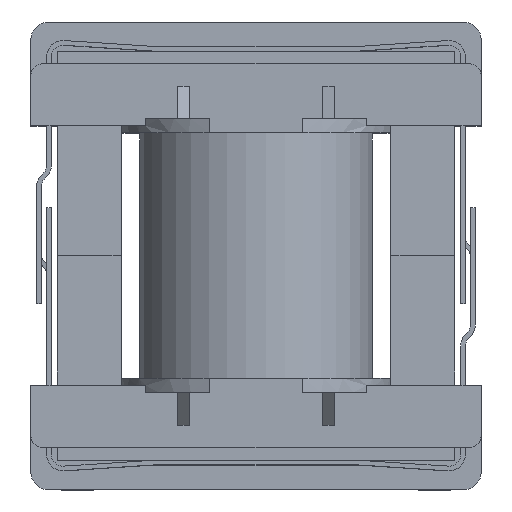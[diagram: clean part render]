
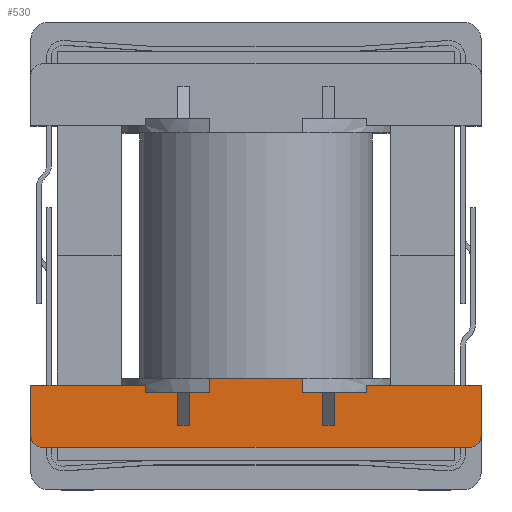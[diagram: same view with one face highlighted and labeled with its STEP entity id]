
A CAD part, top view. The second image highlights one B-rep face of the part: STEP entity #530.
In plain terms, the highlighted planar face has unit normal (0, 0, 1).
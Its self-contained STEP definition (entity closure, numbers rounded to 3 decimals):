
#530 = ADVANCED_FACE( '', ( #1285 ), #1286, .F. );
#1285 = FACE_OUTER_BOUND( '', #2529, .T. );
#1286 = PLANE( '', #2530 );
#2529 = EDGE_LOOP( '', ( #4697, #4698, #4699, #4700, #4701, #4702, #4703, #4704, #4705, #4706, #4707, #4708, #4709, #4710, #4711, #4712, #4713, #4714, #4715, #4716, #4717, #4718 ) );
#2530 = AXIS2_PLACEMENT_3D( '', #4719, #4720, #4721 );
#4697 = ORIENTED_EDGE( '', *, *, #7404, .T. );
#4698 = ORIENTED_EDGE( '', *, *, #7405, .T. );
#4699 = ORIENTED_EDGE( '', *, *, #7406, .F. );
#4700 = ORIENTED_EDGE( '', *, *, #7407, .T. );
#4701 = ORIENTED_EDGE( '', *, *, #7115, .F. );
#4702 = ORIENTED_EDGE( '', *, *, #6986, .T. );
#4703 = ORIENTED_EDGE( '', *, *, #6950, .F. );
#4704 = ORIENTED_EDGE( '', *, *, #7408, .T. );
#4705 = ORIENTED_EDGE( '', *, *, #7077, .T. );
#4706 = ORIENTED_EDGE( '', *, *, #7409, .T. );
#4707 = ORIENTED_EDGE( '', *, *, #7410, .T. );
#4708 = ORIENTED_EDGE( '', *, *, #7411, .T. );
#4709 = ORIENTED_EDGE( '', *, *, #7412, .T. );
#4710 = ORIENTED_EDGE( '', *, *, #7413, .F. );
#4711 = ORIENTED_EDGE( '', *, *, #7414, .F. );
#4712 = ORIENTED_EDGE( '', *, *, #7415, .T. );
#4713 = ORIENTED_EDGE( '', *, *, #7142, .F. );
#4714 = ORIENTED_EDGE( '', *, *, #7416, .F. );
#4715 = ORIENTED_EDGE( '', *, *, #7417, .F. );
#4716 = ORIENTED_EDGE( '', *, *, #7418, .T. );
#4717 = ORIENTED_EDGE( '', *, *, #7419, .F. );
#4718 = ORIENTED_EDGE( '', *, *, #7420, .T. );
#4719 = CARTESIAN_POINT( '', ( 19.25, -11.1, 6.9 ) );
#4720 = DIRECTION( '', ( 0., 0., -1. ) );
#4721 = DIRECTION( '', ( 0., 1., 0. ) );
#6950 = EDGE_CURVE( '', #8442, #8444, #8445, .T. );
#6986 = EDGE_CURVE( '', #8508, #8444, #8509, .T. );
#7077 = EDGE_CURVE( '', #8667, #8669, #8671, .T. );
#7115 = EDGE_CURVE( '', #8508, #8738, #8739, .T. );
#7142 = EDGE_CURVE( '', #8784, #8782, #8786, .T. );
#7404 = EDGE_CURVE( '', #9209, #9210, #9211, .T. );
#7405 = EDGE_CURVE( '', #9210, #9212, #9213, .F. );
#7406 = EDGE_CURVE( '', #9214, #9212, #9215, .T. );
#7407 = EDGE_CURVE( '', #9214, #8738, #9216, .F. );
#7408 = EDGE_CURVE( '', #8442, #8667, #9217, .T. );
#7409 = EDGE_CURVE( '', #8669, #9218, #9219, .T. );
#7410 = EDGE_CURVE( '', #9218, #9220, #9221, .T. );
#7411 = EDGE_CURVE( '', #9220, #9222, #9223, .T. );
#7412 = EDGE_CURVE( '', #9222, #9224, #9225, .T. );
#7413 = EDGE_CURVE( '', #9226, #9224, #9227, .T. );
#7414 = EDGE_CURVE( '', #9228, #9226, #9229, .T. );
#7415 = EDGE_CURVE( '', #9228, #8782, #9230, .T. );
#7416 = EDGE_CURVE( '', #9231, #8784, #9232, .T. );
#7417 = EDGE_CURVE( '', #9233, #9231, #9234, .T. );
#7418 = EDGE_CURVE( '', #9233, #9235, #9236, .T. );
#7419 = EDGE_CURVE( '', #9237, #9235, #9238, .F. );
#7420 = EDGE_CURVE( '', #9237, #9209, #9239, .T. );
#8442 = VERTEX_POINT( '', #10604 );
#8444 = VERTEX_POINT( '', #10606 );
#8445 = LINE( '', #10607, #10608 );
#8508 = VERTEX_POINT( '', #10699 );
#8509 = LINE( '', #10700, #10701 );
#8667 = VERTEX_POINT( '', #10934 );
#8669 = VERTEX_POINT( '', #10937 );
#8671 = LINE( '', #10940, #10941 );
#8738 = VERTEX_POINT( '', #11056 );
#8739 = LINE( '', #11057, #11058 );
#8782 = VERTEX_POINT( '', #11128 );
#8784 = VERTEX_POINT( '', #11131 );
#8786 = LINE( '', #11134, #11135 );
#9209 = VERTEX_POINT( '', #11834 );
#9210 = VERTEX_POINT( '', #11835 );
#9211 = LINE( '', #11836, #11837 );
#9212 = VERTEX_POINT( '', #11838 );
#9213 = CIRCLE( '', #11839, 1. );
#9214 = VERTEX_POINT( '', #11840 );
#9215 = LINE( '', #11841, #11842 );
#9216 = CIRCLE( '', #11843, 1. );
#9217 = LINE( '', #11844, #11845 );
#9218 = VERTEX_POINT( '', #11846 );
#9219 = LINE( '', #11847, #11848 );
#9220 = VERTEX_POINT( '', #11849 );
#9221 = LINE( '', #11850, #11851 );
#9222 = VERTEX_POINT( '', #11852 );
#9223 = LINE( '', #11853, #11854 );
#9224 = VERTEX_POINT( '', #11855 );
#9225 = LINE( '', #11856, #11857 );
#9226 = VERTEX_POINT( '', #11858 );
#9227 = LINE( '', #11859, #11860 );
#9228 = VERTEX_POINT( '', #11861 );
#9229 = LINE( '', #11862, #11863 );
#9230 = LINE( '', #11864, #11865 );
#9231 = VERTEX_POINT( '', #11866 );
#9232 = LINE( '', #11867, #11868 );
#9233 = VERTEX_POINT( '', #11869 );
#9234 = LINE( '', #11870, #11871 );
#9235 = VERTEX_POINT( '', #11872 );
#9236 = LINE( '', #11873, #11874 );
#9237 = VERTEX_POINT( '', #11875 );
#9238 = LINE( '', #11876, #11877 );
#9239 = LINE( '', #11878, #11879 );
#10604 = CARTESIAN_POINT( '', ( 9.449, -11.7, 6.9 ) );
#10606 = CARTESIAN_POINT( '', ( 9.449, -11.1, 6.9 ) );
#10607 = CARTESIAN_POINT( '', ( 9.449, -11.7, 6.9 ) );
#10608 = VECTOR( '', #13531, 1000. );
#10699 = CARTESIAN_POINT( '', ( 19.25, -11.1, 6.9 ) );
#10700 = CARTESIAN_POINT( '', ( 19.25, -11.1, 6.9 ) );
#10701 = VECTOR( '', #13569, 1000. );
#10934 = CARTESIAN_POINT( '', ( 6.7, -11.7, 6.9 ) );
#10937 = CARTESIAN_POINT( '', ( 6.7, -14.5, 6.9 ) );
#10940 = CARTESIAN_POINT( '', ( 6.7, -11.7, 6.9 ) );
#10941 = VECTOR( '', #13676, 1000. );
#11056 = CARTESIAN_POINT( '', ( 19.25, -15.4, 6.9 ) );
#11057 = CARTESIAN_POINT( '', ( 19.25, -11.1, 6.9 ) );
#11058 = VECTOR( '', #13701, 1000. );
#11128 = CARTESIAN_POINT( '', ( -5.7, -11.7, 6.9 ) );
#11131 = CARTESIAN_POINT( '', ( -5.7, -14.5, 6.9 ) );
#11134 = CARTESIAN_POINT( '', ( -5.7, -14.5, 6.9 ) );
#11135 = VECTOR( '', #13722, 1000. );
#11834 = CARTESIAN_POINT( '', ( -19.25, -11.1, 6.9 ) );
#11835 = CARTESIAN_POINT( '', ( -19.25, -15.4, 6.9 ) );
#11836 = CARTESIAN_POINT( '', ( -19.25, -11.1, 6.9 ) );
#11837 = VECTOR( '', #13930, 1000. );
#11838 = CARTESIAN_POINT( '', ( -18.25, -16.4, 6.9 ) );
#11839 = AXIS2_PLACEMENT_3D( '', #13931, #13932, #13933 );
#11840 = CARTESIAN_POINT( '', ( 18.25, -16.4, 6.9 ) );
#11841 = CARTESIAN_POINT( '', ( 19.25, -16.4, 6.9 ) );
#11842 = VECTOR( '', #13934, 1000. );
#11843 = AXIS2_PLACEMENT_3D( '', #13935, #13936, #13937 );
#11844 = CARTESIAN_POINT( '', ( 0., -11.7, 6.9 ) );
#11845 = VECTOR( '', #13938, 1000. );
#11846 = CARTESIAN_POINT( '', ( 5.7, -14.5, 6.9 ) );
#11847 = CARTESIAN_POINT( '', ( 6.7, -14.5, 6.9 ) );
#11848 = VECTOR( '', #13939, 1000. );
#11849 = CARTESIAN_POINT( '', ( 5.7, -11.7, 6.9 ) );
#11850 = CARTESIAN_POINT( '', ( 5.7, -14.5, 6.9 ) );
#11851 = VECTOR( '', #13940, 1000. );
#11852 = CARTESIAN_POINT( '', ( 4., -11.7, 6.9 ) );
#11853 = CARTESIAN_POINT( '', ( 0., -11.7, 6.9 ) );
#11854 = VECTOR( '', #13941, 1000. );
#11855 = CARTESIAN_POINT( '', ( 4., -10.5, 6.9 ) );
#11856 = CARTESIAN_POINT( '', ( 4., -63.224, 6.9 ) );
#11857 = VECTOR( '', #13942, 1000. );
#11858 = CARTESIAN_POINT( '', ( -4., -10.5, 6.9 ) );
#11859 = CARTESIAN_POINT( '', ( 0., -10.5, 6.9 ) );
#11860 = VECTOR( '', #13943, 1000. );
#11861 = CARTESIAN_POINT( '', ( -4., -11.7, 6.9 ) );
#11862 = CARTESIAN_POINT( '', ( -4., -63.224, 6.9 ) );
#11863 = VECTOR( '', #13944, 1000. );
#11864 = CARTESIAN_POINT( '', ( 0., -11.7, 6.9 ) );
#11865 = VECTOR( '', #13945, 1000. );
#11866 = CARTESIAN_POINT( '', ( -6.7, -14.5, 6.9 ) );
#11867 = CARTESIAN_POINT( '', ( -6.7, -14.5, 6.9 ) );
#11868 = VECTOR( '', #13946, 1000. );
#11869 = CARTESIAN_POINT( '', ( -6.7, -11.7, 6.9 ) );
#11870 = CARTESIAN_POINT( '', ( -6.7, -11.7, 6.9 ) );
#11871 = VECTOR( '', #13947, 1000. );
#11872 = CARTESIAN_POINT( '', ( -9.449, -11.7, 6.9 ) );
#11873 = CARTESIAN_POINT( '', ( 0., -11.7, 6.9 ) );
#11874 = VECTOR( '', #13948, 1000. );
#11875 = CARTESIAN_POINT( '', ( -9.449, -11.1, 6.9 ) );
#11876 = CARTESIAN_POINT( '', ( -9.449, -11.7, 6.9 ) );
#11877 = VECTOR( '', #13949, 1000. );
#11878 = CARTESIAN_POINT( '', ( 19.25, -11.1, 6.9 ) );
#11879 = VECTOR( '', #13950, 1000. );
#13531 = DIRECTION( '', ( 0., 1., 0. ) );
#13569 = DIRECTION( '', ( -1., 0., 0. ) );
#13676 = DIRECTION( '', ( 0., -1., 0. ) );
#13701 = DIRECTION( '', ( 0., -1., 0. ) );
#13722 = DIRECTION( '', ( 0., 1., 0. ) );
#13930 = DIRECTION( '', ( 0., -1., 0. ) );
#13931 = CARTESIAN_POINT( '', ( -18.25, -15.4, 6.9 ) );
#13932 = DIRECTION( '', ( 0., 0., -1. ) );
#13933 = DIRECTION( '', ( 0., 1., 0. ) );
#13934 = DIRECTION( '', ( -1., 0., 0. ) );
#13935 = CARTESIAN_POINT( '', ( 18.25, -15.4, 6.9 ) );
#13936 = DIRECTION( '', ( 0., 0., -1. ) );
#13937 = DIRECTION( '', ( 0., 1., 0. ) );
#13938 = DIRECTION( '', ( -1., 0., 0. ) );
#13939 = DIRECTION( '', ( -1., 0., 0. ) );
#13940 = DIRECTION( '', ( 0., 1., 0. ) );
#13941 = DIRECTION( '', ( -1., 0., 0. ) );
#13942 = DIRECTION( '', ( 0., 1., 0. ) );
#13943 = DIRECTION( '', ( 1., 0., 0. ) );
#13944 = DIRECTION( '', ( 0., 1., 0. ) );
#13945 = DIRECTION( '', ( -1., 0., 0. ) );
#13946 = DIRECTION( '', ( 1., 0., 0. ) );
#13947 = DIRECTION( '', ( 0., -1., 0. ) );
#13948 = DIRECTION( '', ( -1., 0., 0. ) );
#13949 = DIRECTION( '', ( 0., 1., 0. ) );
#13950 = DIRECTION( '', ( -1., 0., 0. ) );
